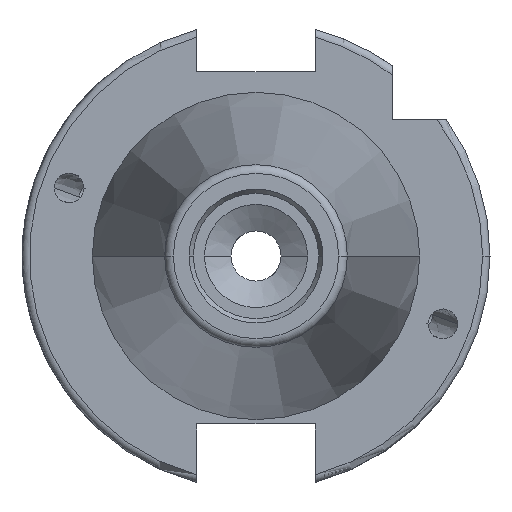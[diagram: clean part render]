
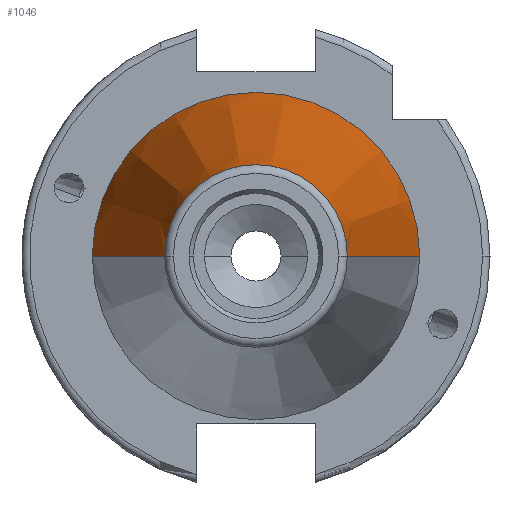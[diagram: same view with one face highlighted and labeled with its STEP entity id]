
A CAD part, left-side view. The second image highlights one B-rep face of the part: STEP entity #1046.
In plain terms, the highlighted conical face has half-angle 8.297 degrees and reference radius 22.225 mm.
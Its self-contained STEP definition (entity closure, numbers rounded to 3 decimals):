
#296 = CARTESIAN_POINT ( 'NONE',  ( -19.1, 0., 0. ) ) ;
#313 = FACE_OUTER_BOUND ( 'NONE', #3765, .T. ) ;
#365 = DIRECTION ( 'NONE',  ( 0.99, 0.144, 0. ) ) ;
#372 = ORIENTED_EDGE ( 'NONE', *, *, #1026, .T. ) ;
#416 = LINE ( 'NONE', #2336, #2014 ) ;
#593 = CARTESIAN_POINT ( 'NONE',  ( -86.473, -12.4, 0. ) ) ;
#782 = CIRCLE ( 'NONE', #1240, 12.4 ) ;
#811 = AXIS2_PLACEMENT_3D ( 'NONE', #296, #3340, #3021 ) ;
#988 = ORIENTED_EDGE ( 'NONE', *, *, #1721, .T. ) ;
#1005 = CONICAL_SURFACE ( 'NONE', #811, 22.225, 0.145 ) ;
#1026 = EDGE_CURVE ( 'NONE', #2744, #1144, #416, .T. ) ;
#1036 = CARTESIAN_POINT ( 'NONE',  ( -19.1, 0., 0. ) ) ;
#1046 = ADVANCED_FACE ( 'NONE', ( #313 ), #1005, .T. ) ;
#1144 = VERTEX_POINT ( 'NONE', #2383 ) ;
#1240 = AXIS2_PLACEMENT_3D ( 'NONE', #3553, #1533, #3909 ) ;
#1381 = DIRECTION ( 'NONE',  ( 0., -1., 0. ) ) ;
#1533 = DIRECTION ( 'NONE',  ( -1., 0., 0. ) ) ;
#1714 = CARTESIAN_POINT ( 'NONE',  ( -19.1, 22.225, 0. ) ) ;
#1721 = EDGE_CURVE ( 'NONE', #1144, #4106, #3916, .T. ) ;
#1945 = ORIENTED_EDGE ( 'NONE', *, *, #2022, .F. ) ;
#2014 = VECTOR ( 'NONE', #4391, 1000. ) ;
#2022 = EDGE_CURVE ( 'NONE', #2744, #3122, #782, .T. ) ;
#2159 = CARTESIAN_POINT ( 'NONE',  ( -86.473, 12.4, 0. ) ) ;
#2336 = CARTESIAN_POINT ( 'NONE',  ( -19.1, -22.225, 0. ) ) ;
#2383 = CARTESIAN_POINT ( 'NONE',  ( -19.1, -22.225, 0. ) ) ;
#2744 = VERTEX_POINT ( 'NONE', #593 ) ;
#3021 = DIRECTION ( 'NONE',  ( 0., 1., 0. ) ) ;
#3049 = LINE ( 'NONE', #1714, #3953 ) ;
#3122 = VERTEX_POINT ( 'NONE', #2159 ) ;
#3340 = DIRECTION ( 'NONE',  ( 1., 0., 0. ) ) ;
#3402 = DIRECTION ( 'NONE',  ( -1., 0., 0. ) ) ;
#3553 = CARTESIAN_POINT ( 'NONE',  ( -86.473, 0., 0. ) ) ;
#3603 = AXIS2_PLACEMENT_3D ( 'NONE', #1036, #3402, #1381 ) ;
#3665 = CARTESIAN_POINT ( 'NONE',  ( -19.1, 22.225, 0. ) ) ;
#3765 = EDGE_LOOP ( 'NONE', ( #1945, #372, #988, #3834 ) ) ;
#3834 = ORIENTED_EDGE ( 'NONE', *, *, #4220, .F. ) ;
#3909 = DIRECTION ( 'NONE',  ( 0., -1., 0. ) ) ;
#3916 = CIRCLE ( 'NONE', #3603, 22.225 ) ;
#3953 = VECTOR ( 'NONE', #365, 1000. ) ;
#4106 = VERTEX_POINT ( 'NONE', #3665 ) ;
#4220 = EDGE_CURVE ( 'NONE', #3122, #4106, #3049, .T. ) ;
#4391 = DIRECTION ( 'NONE',  ( 0.99, -0.144, 0. ) ) ;
